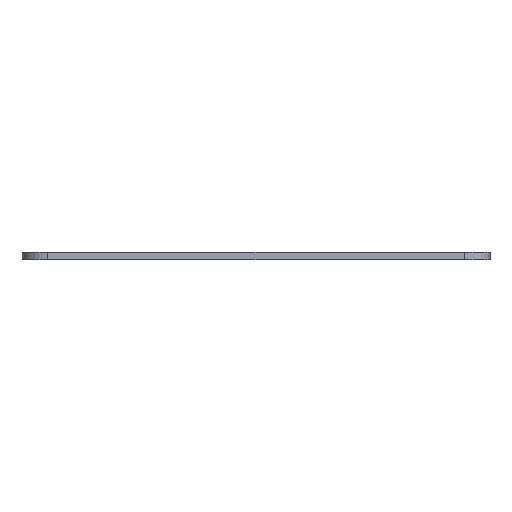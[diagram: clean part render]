
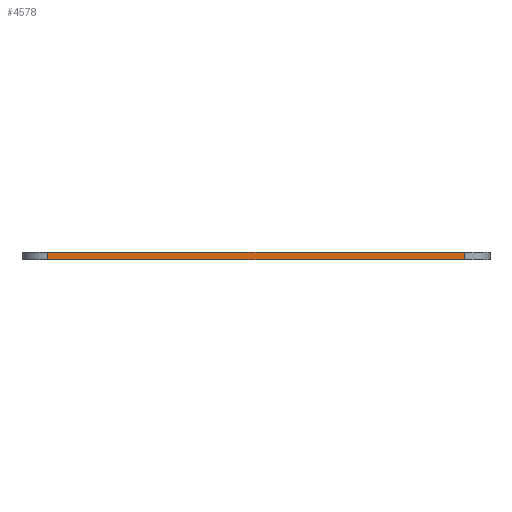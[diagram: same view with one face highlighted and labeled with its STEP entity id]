
A CAD part, front view. The second image highlights one B-rep face of the part: STEP entity #4578.
In plain terms, the highlighted planar face has unit normal (0, -1, 0).
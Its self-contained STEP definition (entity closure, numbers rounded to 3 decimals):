
#213=PLANE('',#4762);
#456=FACE_OUTER_BOUND('',#724,.T.);
#724=EDGE_LOOP('',(#4133,#4134,#4135,#4136));
#993=LINE('',#8704,#1357);
#1021=LINE('',#8820,#1385);
#1040=LINE('',#8868,#1404);
#1096=LINE('',#9024,#1460);
#1357=VECTOR('',#5129,10.);
#1385=VECTOR('',#5223,10.);
#1404=VECTOR('',#5274,10.);
#1460=VECTOR('',#5454,10.);
#2067=VERTEX_POINT('',#8700);
#2069=VERTEX_POINT('',#8703);
#2124=VERTEX_POINT('',#8818);
#2137=VERTEX_POINT('',#8866);
#2690=EDGE_CURVE('',#2067,#2069,#993,.T.);
#2746=EDGE_CURVE('',#2124,#2067,#1021,.T.);
#2770=EDGE_CURVE('',#2069,#2137,#1040,.T.);
#2848=EDGE_CURVE('',#2137,#2124,#1096,.T.);
#4133=ORIENTED_EDGE('',*,*,#2746,.F.);
#4134=ORIENTED_EDGE('',*,*,#2848,.F.);
#4135=ORIENTED_EDGE('',*,*,#2770,.F.);
#4136=ORIENTED_EDGE('',*,*,#2690,.F.);
#4578=ADVANCED_FACE('',(#456),#213,.T.);
#4762=AXIS2_PLACEMENT_3D('',#9023,#5452,#5453);
#5129=DIRECTION('',(-1.,0.,0.));
#5223=DIRECTION('',(0.,0.,-1.));
#5274=DIRECTION('',(0.,0.,1.));
#5452=DIRECTION('center_axis',(0.,-1.,0.));
#5453=DIRECTION('ref_axis',(1.,0.,0.));
#5454=DIRECTION('',(1.,0.,0.));
#8700=CARTESIAN_POINT('',(69.15,-85.202,0.));
#8703=CARTESIAN_POINT('',(-11.7,-85.202,0.));
#8704=CARTESIAN_POINT('',(74.15,-85.202,0.));
#8818=CARTESIAN_POINT('',(69.15,-85.202,1.5));
#8820=CARTESIAN_POINT('',(69.15,-85.202,0.));
#8866=CARTESIAN_POINT('',(-11.7,-85.202,1.5));
#8868=CARTESIAN_POINT('',(-11.7,-85.202,0.));
#9023=CARTESIAN_POINT('Origin',(-16.7,-85.202,0.));
#9024=CARTESIAN_POINT('',(74.15,-85.202,1.5));
